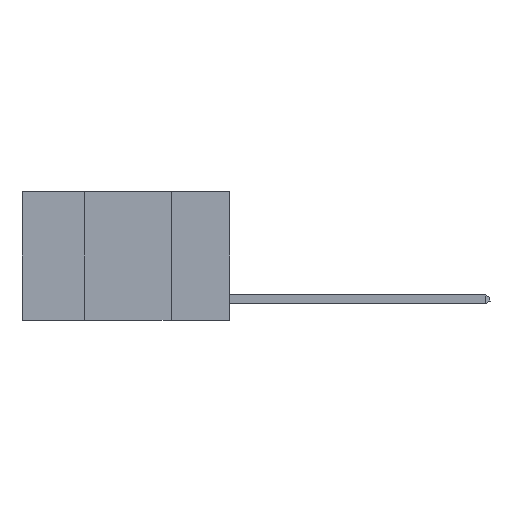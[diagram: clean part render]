
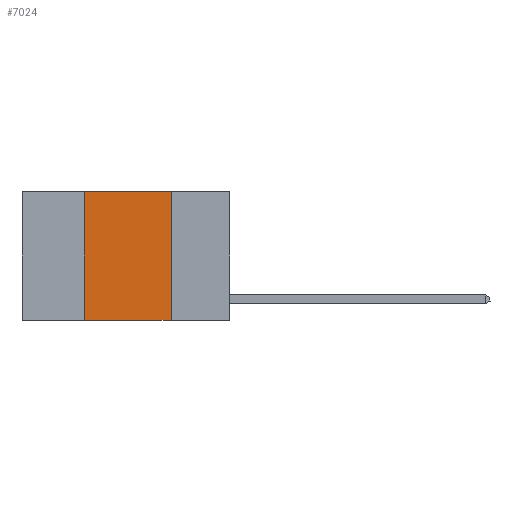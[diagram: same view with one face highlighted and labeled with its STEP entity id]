
A CAD part, left-side view. The second image highlights one B-rep face of the part: STEP entity #7024.
In plain terms, the highlighted planar face has unit normal (-1, 0, 0).
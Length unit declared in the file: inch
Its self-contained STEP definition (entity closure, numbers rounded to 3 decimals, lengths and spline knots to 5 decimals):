
#1030 = DIRECTION ( 'NONE',  ( 0., 0., -1. ) ) ;
#1399 = CARTESIAN_POINT ( 'NONE',  ( 0., 0.42, 0. ) ) ;
#1572 = DIRECTION ( 'NONE',  ( 0., -1., 0. ) ) ;
#1632 = VERTEX_POINT ( 'NONE', #1399 ) ;
#3233 = DIRECTION ( 'NONE',  ( 1., 0., 0. ) ) ;
#3629 = VERTEX_POINT ( 'NONE', #23320 ) ;
#5447 = VECTOR ( 'NONE', #15600, 39.37008 ) ;
#6721 = CARTESIAN_POINT ( 'NONE',  ( 0., 0.42, 0. ) ) ;
#7024 = ADVANCED_FACE ( 'NONE', ( #26658 ), #20067, .F. ) ;
#7688 = EDGE_CURVE ( 'NONE', #3629, #1632, #17113, .T. ) ;
#10792 = CARTESIAN_POINT ( 'NONE',  ( 0., 0.6, -0.37 ) ) ;
#11646 = VECTOR ( 'NONE', #19006, 39.37008 ) ;
#11743 = CARTESIAN_POINT ( 'NONE',  ( 0., 0.17, 0. ) ) ;
#12149 = CARTESIAN_POINT ( 'NONE',  ( 0., 0.6, 0. ) ) ;
#12201 = ORIENTED_EDGE ( 'NONE', *, *, #7688, .F. ) ;
#12553 = EDGE_CURVE ( 'NONE', #1632, #25472, #19107, .T. ) ;
#12746 = ORIENTED_EDGE ( 'NONE', *, *, #21219, .F. ) ;
#13111 = LINE ( 'NONE', #10792, #11646 ) ;
#13390 = ORIENTED_EDGE ( 'NONE', *, *, #21446, .T. ) ;
#14325 = ORIENTED_EDGE ( 'NONE', *, *, #12553, .F. ) ;
#15600 = DIRECTION ( 'NONE',  ( 0., 0., 1. ) ) ;
#16234 = CARTESIAN_POINT ( 'NONE',  ( 0., 0.6, 0. ) ) ;
#17113 = LINE ( 'NONE', #6721, #5447 ) ;
#18614 = VECTOR ( 'NONE', #1572, 39.37008 ) ;
#18804 = AXIS2_PLACEMENT_3D ( 'NONE', #16234, #3233, #24593 ) ;
#19006 = DIRECTION ( 'NONE',  ( 0., -1., 0. ) ) ;
#19107 = LINE ( 'NONE', #12149, #18614 ) ;
#20067 = PLANE ( 'NONE',  #18804 ) ;
#20731 = CARTESIAN_POINT ( 'NONE',  ( 0., 0.17, -0.37 ) ) ;
#21219 = EDGE_CURVE ( 'NONE', #25472, #25537, #22428, .T. ) ;
#21446 = EDGE_CURVE ( 'NONE', #3629, #25537, #13111, .T. ) ;
#22428 = LINE ( 'NONE', #11743, #26981 ) ;
#23320 = CARTESIAN_POINT ( 'NONE',  ( 0., 0.42, -0.37 ) ) ;
#24150 = CARTESIAN_POINT ( 'NONE',  ( 0., 0.17, 0. ) ) ;
#24593 = DIRECTION ( 'NONE',  ( 0., 0., -1. ) ) ;
#24614 = EDGE_LOOP ( 'NONE', ( #12746, #14325, #12201, #13390 ) ) ;
#25472 = VERTEX_POINT ( 'NONE', #24150 ) ;
#25537 = VERTEX_POINT ( 'NONE', #20731 ) ;
#26658 = FACE_OUTER_BOUND ( 'NONE', #24614, .T. ) ;
#26981 = VECTOR ( 'NONE', #1030, 39.37008 ) ;
